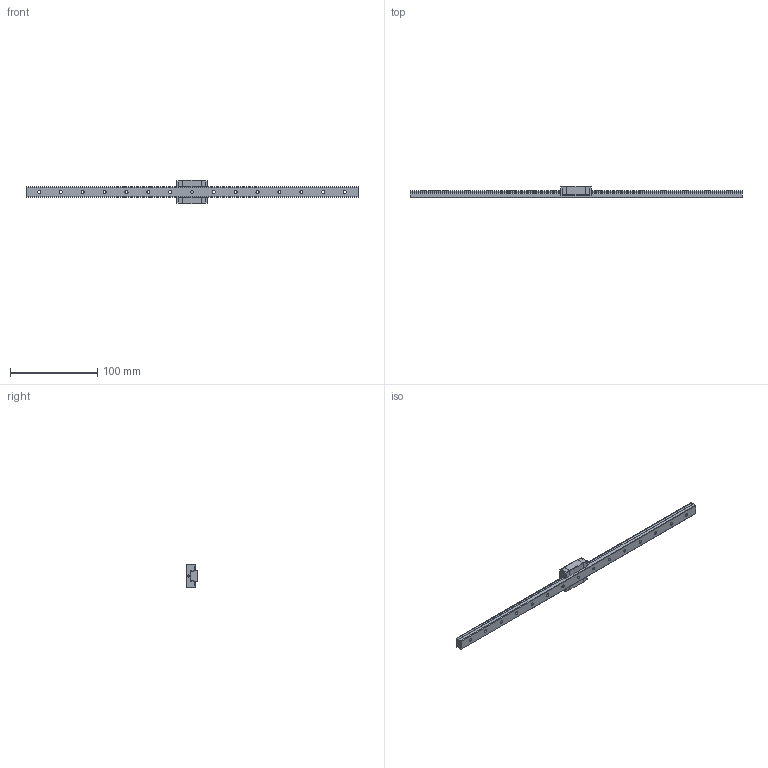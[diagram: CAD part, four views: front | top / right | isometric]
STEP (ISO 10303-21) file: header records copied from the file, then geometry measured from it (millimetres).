
FILE_DESCRIPTION (( 'STEP AP214' ), '1' );
FILE_NAME ('MGN12.STEP', '2025-11-27T17:49:53', ( '' ), ( '' ), 'SwSTEP 2.0', 'SolidWorks 2025', '' );
FILE_SCHEMA (( 'AUTOMOTIVE_DESIGN' ));
Length unit declared in the file: millimetre
Products named in the file (4): MGR12_temp-1_1.stp; MGN12; MGN12C_右封_temp_1.stp; MGN12C1R380Z0C_GW202511053104.stp
Assembly tree (3 placements, depth 3):
  MGN12
    MGN12C1R380Z0C_GW202511053104.stp
      MGR12_temp-1_1.stp
      MGN12C_右封_temp_1.stp
Bounding box: 380 x 13 x 27 mm (x, y, z)
Volume: 39015 mm3; surface area: 22699.2 mm2
Topology: 6 solids, 6 shells, 409 faces, 1075 edges, 694 vertices
Faces by surface type: plane 242, cylinder 98, bspline 57, cone 12
Entity records: 14902 total; most frequent: CARTESIAN_POINT 3881, ORIENTED_EDGE 2134, DIRECTION 1871, EDGE_CURVE 1067, VECTOR 753, LINE 753, VERTEX_POINT 694, AXIS2_PLACEMENT_3D 559
